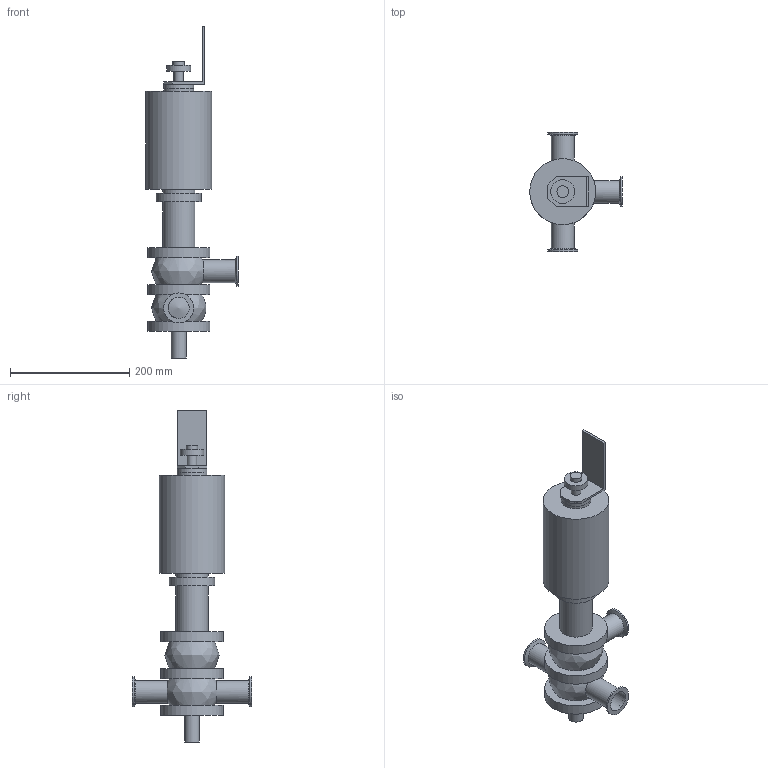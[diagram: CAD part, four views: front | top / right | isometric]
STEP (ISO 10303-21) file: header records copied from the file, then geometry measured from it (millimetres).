
FILE_DESCRIPTION(/* description */ (''),/* implementation_level */ '2;1');
FILE_NAME(/* name */ 'DUC2B_15.stp',/* time_stamp */ '2021-08-23T09:55:55+09:00',/* author */ ('m'),/* organization */ (''),/* preprocessor_version */ 'ST-DEVELOPER v18.1',/* originating_system */ 'Autodesk Inventor 2021',/* authorisation */ '');
FILE_SCHEMA (('AUTOMOTIVE_DESIGN { 1 0 10303 214 3 1 1 }'));
Length unit declared in the file: millimetre
Products named in the file (3): DUC2B_15; DUC2B10MJ000-1P(GR)-C-CXC--304-E9D-15; SQLS [SW=0]
Assembly tree (2 placements, depth 2):
  DUC2B_15
    DUC2B10MJ000-1P(GR)-C-CXC--304-E9D-15
    SQLS [SW=0]
Bounding box: 155.4 x 200 x 557.6 mm (x, y, z)
Volume: 2930962.6 mm3; surface area: 246793.4 mm2
Topology: 2 solids, 2 shells, 62 faces, 114 edges, 74 vertices
Faces by surface type: plane 31, cylinder 23, bspline 5, cone 3
Full cylindrical faces by diameter (mm): 16 x1, 19 x1, 19.5 x1, 25 x1, 35.7 x3, 38.1 x3, 40 x1, 50 x2, 50.5 x3, 54 x2, 76 x1, 105 x3, 110.8 x1
Entity records: 2030 total; most frequent: CARTESIAN_POINT 683, DIRECTION 271, ORIENTED_EDGE 228, EDGE_CURVE 114, AXIS2_PLACEMENT_3D 109, EDGE_LOOP 80, VERTEX_POINT 74, FACE_OUTER_BOUND 62
